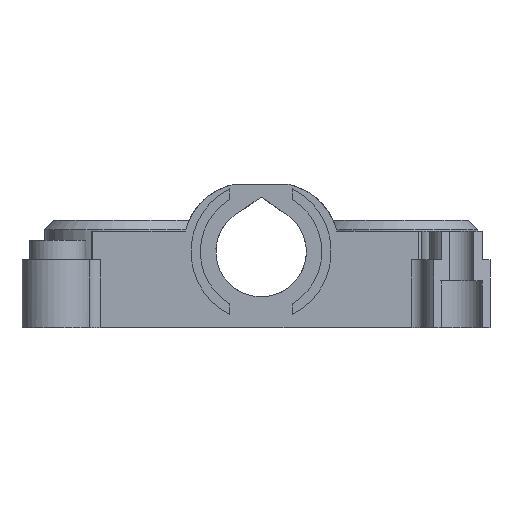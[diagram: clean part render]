
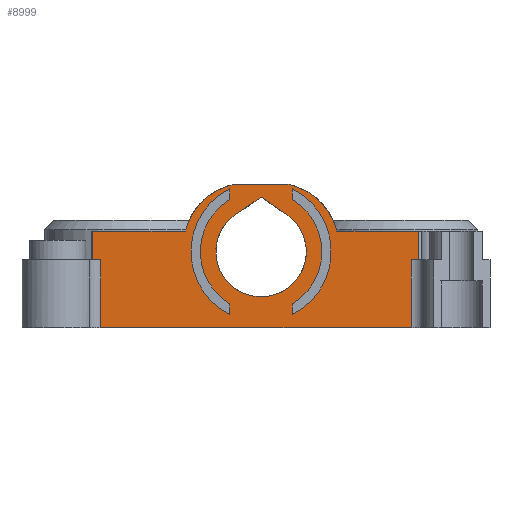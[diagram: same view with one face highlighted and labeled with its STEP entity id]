
A CAD part, front view. The second image highlights one B-rep face of the part: STEP entity #8999.
In plain terms, the highlighted planar face has unit normal (0, -1, 0).
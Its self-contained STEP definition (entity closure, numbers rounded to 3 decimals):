
#31=FACE_BOUND('',#983,.T.);
#32=FACE_BOUND('',#984,.T.);
#33=FACE_BOUND('',#985,.T.);
#90=PLANE('',#9535);
#245=CIRCLE('',#9536,10.144);
#246=CIRCLE('',#9537,10.144);
#247=CIRCLE('',#9538,7.25);
#248=CIRCLE('',#9539,11.25);
#249=CIRCLE('',#9540,9.75);
#250=CIRCLE('',#9541,9.75);
#251=CIRCLE('',#9542,11.25);
#476=FACE_OUTER_BOUND('',#982,.T.);
#982=EDGE_LOOP('',(#5965,#5966,#5967,#5968,#5969,#5970,#5971,#5972,#5973,
#5974,#5975,#5976));
#983=EDGE_LOOP('',(#5977,#5978,#5979));
#984=EDGE_LOOP('',(#5980,#5981,#5982,#5983));
#985=EDGE_LOOP('',(#5984,#5985,#5986,#5987));
#1526=LINE('',#12122,#2156);
#1541=LINE('',#12172,#2171);
#1543=LINE('',#12185,#2173);
#1546=LINE('',#12200,#2176);
#1548=LINE('',#12205,#2178);
#1549=LINE('',#12206,#2179);
#1550=LINE('',#12208,#2180);
#1551=LINE('',#12212,#2181);
#1552=LINE('',#12216,#2182);
#1553=LINE('',#12218,#2183);
#1554=LINE('',#12219,#2184);
#1555=LINE('',#12221,#2185);
#1556=LINE('',#12227,#2186);
#1557=LINE('',#12230,#2187);
#1558=LINE('',#12233,#2188);
#1559=LINE('',#12237,#2189);
#2156=VECTOR('',#9947,10.);
#2171=VECTOR('',#9986,10.);
#2173=VECTOR('',#10000,10.);
#2176=VECTOR('',#10015,10.);
#2178=VECTOR('',#10021,10.);
#2179=VECTOR('',#10022,10.);
#2180=VECTOR('',#10023,10.);
#2181=VECTOR('',#10026,10.);
#2182=VECTOR('',#10029,10.);
#2183=VECTOR('',#10030,10.);
#2184=VECTOR('',#10031,10.);
#2185=VECTOR('',#10032,10.);
#2186=VECTOR('',#10037,10.);
#2187=VECTOR('',#10040,10.);
#2188=VECTOR('',#10041,10.);
#2189=VECTOR('',#10044,10.);
#3465=VERTEX_POINT('',#12119);
#3466=VERTEX_POINT('',#12121);
#3483=VERTEX_POINT('',#12165);
#3486=VERTEX_POINT('',#12170);
#3489=VERTEX_POINT('',#12181);
#3491=VERTEX_POINT('',#12184);
#3496=VERTEX_POINT('',#12197);
#3497=VERTEX_POINT('',#12199);
#3499=VERTEX_POINT('',#12207);
#3500=VERTEX_POINT('',#12209);
#3501=VERTEX_POINT('',#12211);
#3502=VERTEX_POINT('',#12213);
#3503=VERTEX_POINT('',#12215);
#3504=VERTEX_POINT('',#12217);
#3505=VERTEX_POINT('',#12220);
#3506=VERTEX_POINT('',#12223);
#3507=VERTEX_POINT('',#12224);
#3508=VERTEX_POINT('',#12226);
#3509=VERTEX_POINT('',#12228);
#3510=VERTEX_POINT('',#12231);
#3511=VERTEX_POINT('',#12232);
#3512=VERTEX_POINT('',#12234);
#3513=VERTEX_POINT('',#12236);
#4442=EDGE_CURVE('',#3466,#3465,#1526,.T.);
#4465=EDGE_CURVE('',#3486,#3483,#1541,.T.);
#4471=EDGE_CURVE('',#3489,#3491,#1543,.T.);
#4478=EDGE_CURVE('',#3496,#3497,#1546,.T.);
#4481=EDGE_CURVE('',#3486,#3491,#1548,.T.);
#4482=EDGE_CURVE('',#3489,#3497,#1549,.T.);
#4483=EDGE_CURVE('',#3496,#3499,#1550,.T.);
#4484=EDGE_CURVE('',#3499,#3500,#245,.T.);
#4485=EDGE_CURVE('',#3501,#3500,#1551,.T.);
#4486=EDGE_CURVE('',#3501,#3502,#246,.T.);
#4487=EDGE_CURVE('',#3502,#3503,#1552,.T.);
#4488=EDGE_CURVE('',#3504,#3503,#1553,.T.);
#4489=EDGE_CURVE('',#3504,#3483,#1554,.T.);
#4490=EDGE_CURVE('',#3505,#3466,#1555,.T.);
#4491=EDGE_CURVE('',#3465,#3505,#247,.T.);
#4492=EDGE_CURVE('',#3506,#3507,#248,.T.);
#4493=EDGE_CURVE('',#3507,#3508,#1556,.T.);
#4494=EDGE_CURVE('',#3508,#3509,#249,.T.);
#4495=EDGE_CURVE('',#3509,#3506,#1557,.T.);
#4496=EDGE_CURVE('',#3510,#3511,#1558,.T.);
#4497=EDGE_CURVE('',#3511,#3512,#250,.T.);
#4498=EDGE_CURVE('',#3512,#3513,#1559,.T.);
#4499=EDGE_CURVE('',#3513,#3510,#251,.T.);
#5965=ORIENTED_EDGE('',*,*,#4465,.F.);
#5966=ORIENTED_EDGE('',*,*,#4481,.T.);
#5967=ORIENTED_EDGE('',*,*,#4471,.F.);
#5968=ORIENTED_EDGE('',*,*,#4482,.T.);
#5969=ORIENTED_EDGE('',*,*,#4478,.F.);
#5970=ORIENTED_EDGE('',*,*,#4483,.T.);
#5971=ORIENTED_EDGE('',*,*,#4484,.T.);
#5972=ORIENTED_EDGE('',*,*,#4485,.F.);
#5973=ORIENTED_EDGE('',*,*,#4486,.T.);
#5974=ORIENTED_EDGE('',*,*,#4487,.T.);
#5975=ORIENTED_EDGE('',*,*,#4488,.F.);
#5976=ORIENTED_EDGE('',*,*,#4489,.T.);
#5977=ORIENTED_EDGE('',*,*,#4490,.T.);
#5978=ORIENTED_EDGE('',*,*,#4442,.T.);
#5979=ORIENTED_EDGE('',*,*,#4491,.T.);
#5980=ORIENTED_EDGE('',*,*,#4492,.T.);
#5981=ORIENTED_EDGE('',*,*,#4493,.T.);
#5982=ORIENTED_EDGE('',*,*,#4494,.T.);
#5983=ORIENTED_EDGE('',*,*,#4495,.T.);
#5984=ORIENTED_EDGE('',*,*,#4496,.T.);
#5985=ORIENTED_EDGE('',*,*,#4497,.T.);
#5986=ORIENTED_EDGE('',*,*,#4498,.T.);
#5987=ORIENTED_EDGE('',*,*,#4499,.T.);
#8999=ADVANCED_FACE('',(#476,#31,#32,#33),#90,.T.);
#9535=AXIS2_PLACEMENT_3D('',#12204,#10019,#10020);
#9536=AXIS2_PLACEMENT_3D('',#12210,#10024,#10025);
#9537=AXIS2_PLACEMENT_3D('',#12214,#10027,#10028);
#9538=AXIS2_PLACEMENT_3D('',#12222,#10033,#10034);
#9539=AXIS2_PLACEMENT_3D('',#12225,#10035,#10036);
#9540=AXIS2_PLACEMENT_3D('',#12229,#10038,#10039);
#9541=AXIS2_PLACEMENT_3D('',#12235,#10042,#10043);
#9542=AXIS2_PLACEMENT_3D('',#12238,#10045,#10046);
#9947=DIRECTION('',(0.819,0.,-0.574));
#9986=DIRECTION('',(0.,0.,1.));
#10000=DIRECTION('',(0.,0.,-1.));
#10015=DIRECTION('',(0.,0.,-1.));
#10019=DIRECTION('center_axis',(0.,-1.,0.));
#10020=DIRECTION('ref_axis',(1.,0.,0.));
#10021=DIRECTION('',(1.,0.,0.));
#10022=DIRECTION('',(1.,0.,0.));
#10023=DIRECTION('',(-1.,0.,0.));
#10024=DIRECTION('center_axis',(0.,-1.,0.));
#10025=DIRECTION('ref_axis',(0.971,0.,0.241));
#10026=DIRECTION('',(1.,0.,0.));
#10027=DIRECTION('center_axis',(0.,-1.,0.));
#10028=DIRECTION('ref_axis',(0.,0.,
1.));
#10029=DIRECTION('',(-1.,0.,0.));
#10030=DIRECTION('',(0.,0.,1.));
#10031=DIRECTION('',(1.,0.,0.));
#10032=DIRECTION('',(0.819,0.,0.574));
#10033=DIRECTION('center_axis',(0.,1.,0.));
#10034=DIRECTION('ref_axis',(1.,0.,0.));
#10035=DIRECTION('center_axis',(0.,1.,0.));
#10036=DIRECTION('ref_axis',(1.,0.,0.));
#10037=DIRECTION('',(0.,0.,-1.));
#10038=DIRECTION('center_axis',(0.,-1.,0.));
#10039=DIRECTION('ref_axis',(1.,0.,0.));
#10040=DIRECTION('',(0.,0.,-1.));
#10041=DIRECTION('',(0.,0.,1.));
#10042=DIRECTION('center_axis',(0.,-1.,0.));
#10043=DIRECTION('ref_axis',(1.,0.,0.));
#10044=DIRECTION('',(0.,0.,1.));
#10045=DIRECTION('center_axis',(0.,1.,0.));
#10046=DIRECTION('ref_axis',(1.,0.,0.));
#12119=CARTESIAN_POINT('',(3.25,-23.,18.681));
#12121=CARTESIAN_POINT('',(0.,-23.,20.956));
#12122=CARTESIAN_POINT('',(-2.527,-23.,22.726));
#12165=CARTESIAN_POINT('',(-25.685,-23.,10.9));
#12170=CARTESIAN_POINT('',(-25.685,-23.,0.));
#12172=CARTESIAN_POINT('',(-25.685,-23.,0.));
#12181=CARTESIAN_POINT('',(24.05,-23.,10.9));
#12184=CARTESIAN_POINT('',(24.05,-23.,0.));
#12185=CARTESIAN_POINT('',(24.05,-23.,0.));
#12197=CARTESIAN_POINT('',(25.263,-23.,15.5));
#12199=CARTESIAN_POINT('',(25.263,-23.,10.9));
#12200=CARTESIAN_POINT('',(25.263,-23.,0.));
#12204=CARTESIAN_POINT('Origin',(-27.049,-23.,0.));
#12205=CARTESIAN_POINT('',(-27.83,-23.,0.));
#12206=CARTESIAN_POINT('',(2.1,-23.,10.9));
#12207=CARTESIAN_POINT('',(12.146,-23.,15.5));
#12208=CARTESIAN_POINT('',(6.114,-23.,15.5));
#12209=CARTESIAN_POINT('',(4.305,-23.,23.));
#12210=CARTESIAN_POINT('Origin',(2.3,-23.,13.056));
#12211=CARTESIAN_POINT('',(-4.305,-23.,23.));
#12212=CARTESIAN_POINT('',(-27.83,-23.,23.));
#12213=CARTESIAN_POINT('',(-12.146,-23.,15.5));
#12214=CARTESIAN_POINT('Origin',(-2.3,-23.,13.056));
#12215=CARTESIAN_POINT('',(-27.049,-23.,15.5));
#12216=CARTESIAN_POINT('',(-19.598,-23.,15.5));
#12217=CARTESIAN_POINT('',(-27.049,-23.,10.9));
#12218=CARTESIAN_POINT('',(-27.049,-23.,0.));
#12219=CARTESIAN_POINT('',(-29.762,-23.,10.9));
#12220=CARTESIAN_POINT('',(-3.25,-23.,18.681));
#12221=CARTESIAN_POINT('',(-13.998,-23.,11.155));
#12222=CARTESIAN_POINT('Origin',(0.,-23.,
12.2));
#12223=CARTESIAN_POINT('',(-5.,-23.,2.122));
#12224=CARTESIAN_POINT('',(-5.,-23.,22.278));
#12225=CARTESIAN_POINT('Origin',(0.,-23.,
12.2));
#12226=CARTESIAN_POINT('',(-5.,-23.,20.57));
#12227=CARTESIAN_POINT('',(-5.,-23.,10.285));
#12228=CARTESIAN_POINT('',(-5.,-23.,3.83));
#12229=CARTESIAN_POINT('Origin',(0.,-23.,
12.2));
#12230=CARTESIAN_POINT('',(-5.,-23.,1.061));
#12231=CARTESIAN_POINT('',(5.,-23.,2.122));
#12232=CARTESIAN_POINT('',(5.,-23.,3.83));
#12233=CARTESIAN_POINT('',(5.,-23.,1.915));
#12234=CARTESIAN_POINT('',(5.,-23.,20.57));
#12235=CARTESIAN_POINT('Origin',(0.,-23.,
12.2));
#12236=CARTESIAN_POINT('',(5.,-23.,22.278));
#12237=CARTESIAN_POINT('',(5.,-23.,11.139));
#12238=CARTESIAN_POINT('Origin',(0.,-23.,
12.2));
